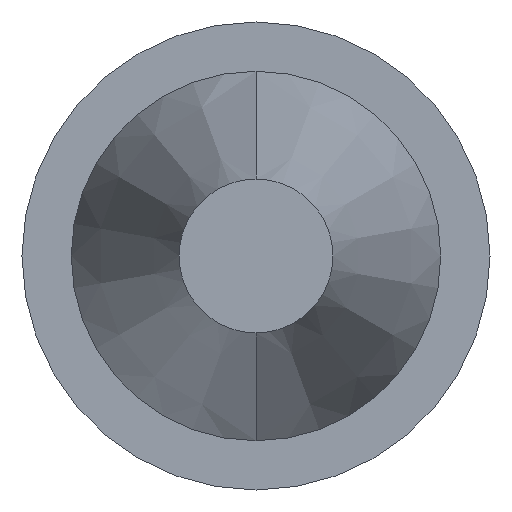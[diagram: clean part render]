
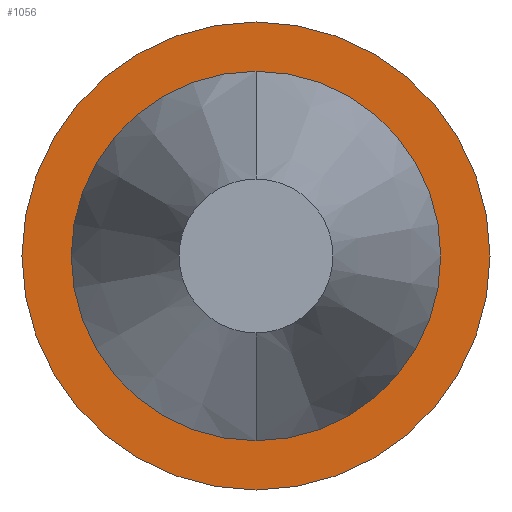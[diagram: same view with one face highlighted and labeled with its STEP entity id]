
A CAD part, front view. The second image highlights one B-rep face of the part: STEP entity #1056.
In plain terms, the highlighted planar face has unit normal (0, -1, 0).
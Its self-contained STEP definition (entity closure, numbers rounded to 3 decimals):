
#37 = CIRCLE ( 'NONE', #620, 2. ) ;
#55 = VERTEX_POINT ( 'NONE', #877 ) ;
#67 = AXIS2_PLACEMENT_3D ( 'NONE', #1458, #811, #1616 ) ;
#85 = FACE_OUTER_BOUND ( 'NONE', #1468, .T. ) ;
#131 = CARTESIAN_POINT ( 'NONE',  ( 0., 0., 0. ) ) ;
#159 = ORIENTED_EDGE ( 'NONE', *, *, #975, .T. ) ;
#256 = DIRECTION ( 'NONE',  ( 0., 1., 0. ) ) ;
#289 = CIRCLE ( 'NONE', #1412, 3.8 ) ;
#341 = CARTESIAN_POINT ( 'NONE',  ( 0., 0., 0. ) ) ;
#344 = DIRECTION ( 'NONE',  ( 0., 0., 1. ) ) ;
#384 = PLANE ( 'NONE',  #67 ) ;
#414 = CARTESIAN_POINT ( 'NONE',  ( 0., 0., 3.8 ) ) ;
#451 = EDGE_CURVE ( 'NONE', #1567, #1192, #628, .T. ) ;
#620 = AXIS2_PLACEMENT_3D ( 'NONE', #941, #1210, #949 ) ;
#628 = CIRCLE ( 'NONE', #1543, 3.8 ) ;
#781 = FACE_BOUND ( 'NONE', #1377, .T. ) ;
#796 = VERTEX_POINT ( 'NONE', #891 ) ;
#811 = DIRECTION ( 'NONE',  ( 0., 1., 0. ) ) ;
#832 = DIRECTION ( 'NONE',  ( 0., 1., 0. ) ) ;
#877 = CARTESIAN_POINT ( 'NONE',  ( 0., 0., -2. ) ) ;
#891 = CARTESIAN_POINT ( 'NONE',  ( 0., 0., 2. ) ) ;
#909 = ORIENTED_EDGE ( 'NONE', *, *, #1264, .T. ) ;
#941 = CARTESIAN_POINT ( 'NONE',  ( 0., 0., 0. ) ) ;
#949 = DIRECTION ( 'NONE',  ( 0., 0., 1. ) ) ;
#955 = CARTESIAN_POINT ( 'NONE',  ( 0., 0., 0. ) ) ;
#975 = EDGE_CURVE ( 'NONE', #796, #55, #1282, .T. ) ;
#1048 = ORIENTED_EDGE ( 'NONE', *, *, #451, .F. ) ;
#1056 = ADVANCED_FACE ( 'NONE', ( #781, #85 ), #384, .F. ) ;
#1168 = DIRECTION ( 'NONE',  ( 0., 1., 0. ) ) ;
#1192 = VERTEX_POINT ( 'NONE', #414 ) ;
#1210 = DIRECTION ( 'NONE',  ( 0., 1., 0. ) ) ;
#1218 = DIRECTION ( 'NONE',  ( 0., 0., 1. ) ) ;
#1264 = EDGE_CURVE ( 'NONE', #55, #796, #37, .T. ) ;
#1282 = CIRCLE ( 'NONE', #1592, 2. ) ;
#1377 = EDGE_LOOP ( 'NONE', ( #159, #909 ) ) ;
#1389 = EDGE_CURVE ( 'NONE', #1192, #1567, #289, .T. ) ;
#1412 = AXIS2_PLACEMENT_3D ( 'NONE', #131, #832, #1481 ) ;
#1458 = CARTESIAN_POINT ( 'NONE',  ( 0., 0., 0. ) ) ;
#1464 = ORIENTED_EDGE ( 'NONE', *, *, #1389, .F. ) ;
#1468 = EDGE_LOOP ( 'NONE', ( #1048, #1464 ) ) ;
#1481 = DIRECTION ( 'NONE',  ( 0., 0., 1. ) ) ;
#1524 = CARTESIAN_POINT ( 'NONE',  ( 0., 0., -3.8 ) ) ;
#1543 = AXIS2_PLACEMENT_3D ( 'NONE', #955, #256, #1218 ) ;
#1567 = VERTEX_POINT ( 'NONE', #1524 ) ;
#1592 = AXIS2_PLACEMENT_3D ( 'NONE', #341, #1168, #344 ) ;
#1616 = DIRECTION ( 'NONE',  ( 0., 0., 1. ) ) ;
